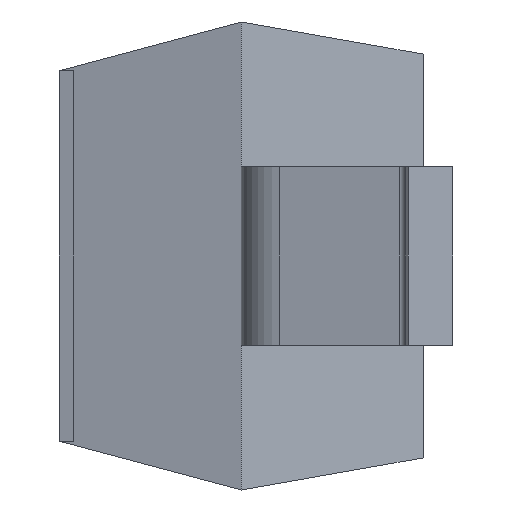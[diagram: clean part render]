
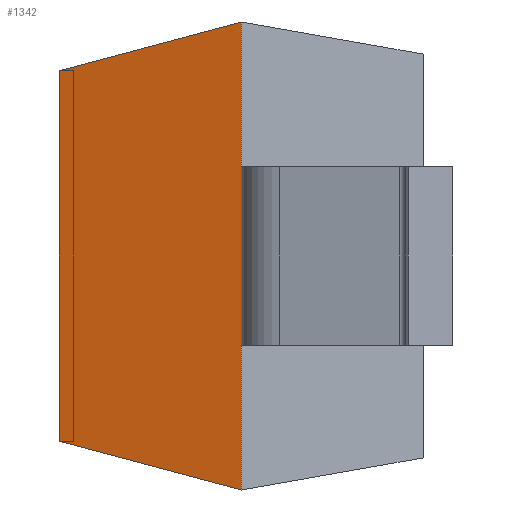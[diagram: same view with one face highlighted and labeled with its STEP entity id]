
A CAD part, left-side view. The second image highlights one B-rep face of the part: STEP entity #1342.
In plain terms, the highlighted planar face has unit normal (-0.966, 0.259, 0).
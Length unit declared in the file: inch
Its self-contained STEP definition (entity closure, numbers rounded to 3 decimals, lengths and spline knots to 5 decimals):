
#21 = CARTESIAN_POINT ( 'NONE',  ( -0.053, 0.0285, 0.0315 ) ) ;
#59 = CARTESIAN_POINT ( 'NONE',  ( -0.053, 0.0285, 0.0315 ) ) ;
#84 = CARTESIAN_POINT ( 'NONE',  ( -0.053, 0.0285, 0.0315 ) ) ;
#86 = DIRECTION ( 'NONE',  ( 0., 0., -1. ) ) ;
#97 = ORIENTED_EDGE ( 'NONE', *, *, #562, .F. ) ;
#99 = EDGE_CURVE ( 'NONE', #859, #1074, #586, .T. ) ;
#106 = VERTEX_POINT ( 'NONE', #21 ) ;
#113 = AXIS2_PLACEMENT_3D ( 'NONE', #1260, #901, #899 ) ;
#241 = VECTOR ( 'NONE', #659, 39.37008 ) ;
#278 = VECTOR ( 'NONE', #592, 39.37008 ) ;
#352 = VECTOR ( 'NONE', #86, 39.37008 ) ;
#360 = LINE ( 'NONE', #84, #241 ) ;
#382 = EDGE_LOOP ( 'NONE', ( #496, #418, #97, #724 ) ) ;
#418 = ORIENTED_EDGE ( 'NONE', *, *, #1112, .F. ) ;
#496 = ORIENTED_EDGE ( 'NONE', *, *, #99, .F. ) ;
#562 = EDGE_CURVE ( 'NONE', #640, #106, #360, .T. ) ;
#574 = LINE ( 'NONE', #59, #352 ) ;
#586 = LINE ( 'NONE', #779, #278 ) ;
#592 = DIRECTION ( 'NONE',  ( 0.251, 0.935, 0.251 ) ) ;
#604 = VECTOR ( 'NONE', #1210, 39.37008 ) ;
#637 = EDGE_CURVE ( 'NONE', #1074, #640, #885, .T. ) ;
#640 = VERTEX_POINT ( 'NONE', #761 ) ;
#659 = DIRECTION ( 'NONE',  ( -0.251, -0.935, 0.251 ) ) ;
#691 = PLANE ( 'NONE',  #113 ) ;
#724 = ORIENTED_EDGE ( 'NONE', *, *, #637, .F. ) ;
#737 = CARTESIAN_POINT ( 'NONE',  ( -0.04644, 0.053, -0.02494 ) ) ;
#761 = CARTESIAN_POINT ( 'NONE',  ( -0.04644, 0.053, 0.02494 ) ) ;
#779 = CARTESIAN_POINT ( 'NONE',  ( -0.04685, 0.05146, -0.02535 ) ) ;
#859 = VERTEX_POINT ( 'NONE', #1417 ) ;
#885 = LINE ( 'NONE', #1098, #604 ) ;
#899 = DIRECTION ( 'NONE',  ( 0., 0., -1. ) ) ;
#901 = DIRECTION ( 'NONE',  ( 0.966, -0.259, 0. ) ) ;
#936 = FACE_OUTER_BOUND ( 'NONE', #382, .T. ) ;
#1074 = VERTEX_POINT ( 'NONE', #737 ) ;
#1098 = CARTESIAN_POINT ( 'NONE',  ( -0.04644, 0.053, 0.0315 ) ) ;
#1112 = EDGE_CURVE ( 'NONE', #106, #859, #574, .T. ) ;
#1210 = DIRECTION ( 'NONE',  ( 0., 0., 1. ) ) ;
#1260 = CARTESIAN_POINT ( 'NONE',  ( -0.053, 0.0285, 0.0315 ) ) ;
#1342 = ADVANCED_FACE ( 'NONE', ( #936 ), #691, .F. ) ;
#1417 = CARTESIAN_POINT ( 'NONE',  ( -0.053, 0.0285, -0.0315 ) ) ;
